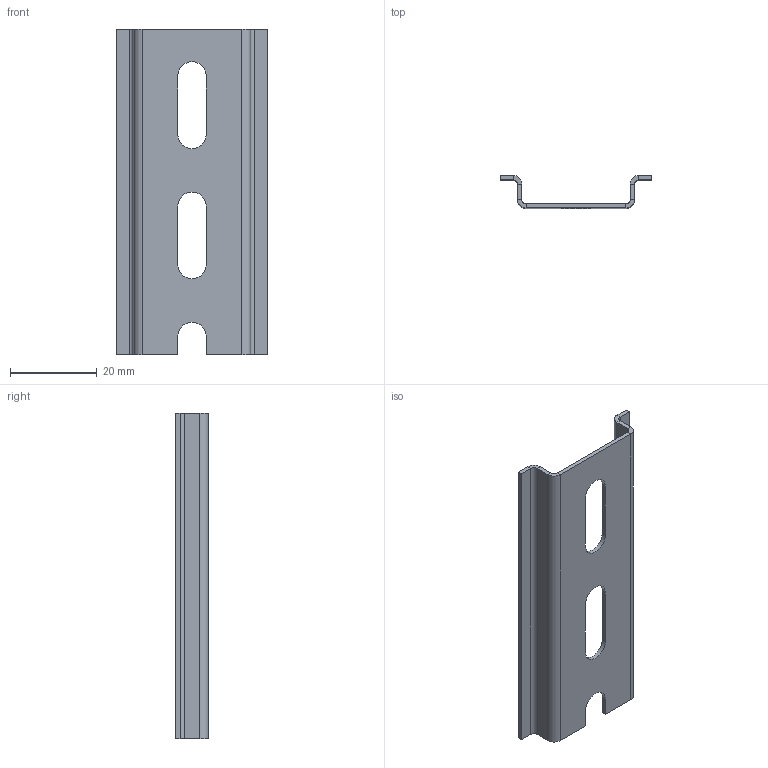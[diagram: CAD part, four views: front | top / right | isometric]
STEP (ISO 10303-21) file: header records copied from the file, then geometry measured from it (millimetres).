
FILE_DESCRIPTION (( 'STEP AP214' ), '1' );
FILE_NAME ('DNR-3-1,0-75.STEP', '2023-11-30T07:47:20', ( '' ), ( '' ), 'SwSTEP 2.0', 'SolidWorks 2022', '' );
FILE_SCHEMA (( 'AUTOMOTIVE_DESIGN' ));
Length unit declared in the file: millimetre
Products named in the file (1): DNR-3-1,0-75
Bounding box: 35 x 7.5 x 75 mm (x, y, z)
Volume: 3120.8 mm3; surface area: 6589.5 mm2
Topology: 1 solids, 1 shells, 50 faces, 112 edges, 64 vertices
Faces by surface type: plane 37, cylinder 13
Entity records: 1399 total; most frequent: DIRECTION 240, CARTESIAN_POINT 227, ORIENTED_EDGE 224, EDGE_CURVE 112, VECTOR 86, LINE 86, AXIS2_PLACEMENT_3D 77, VERTEX_POINT 64
